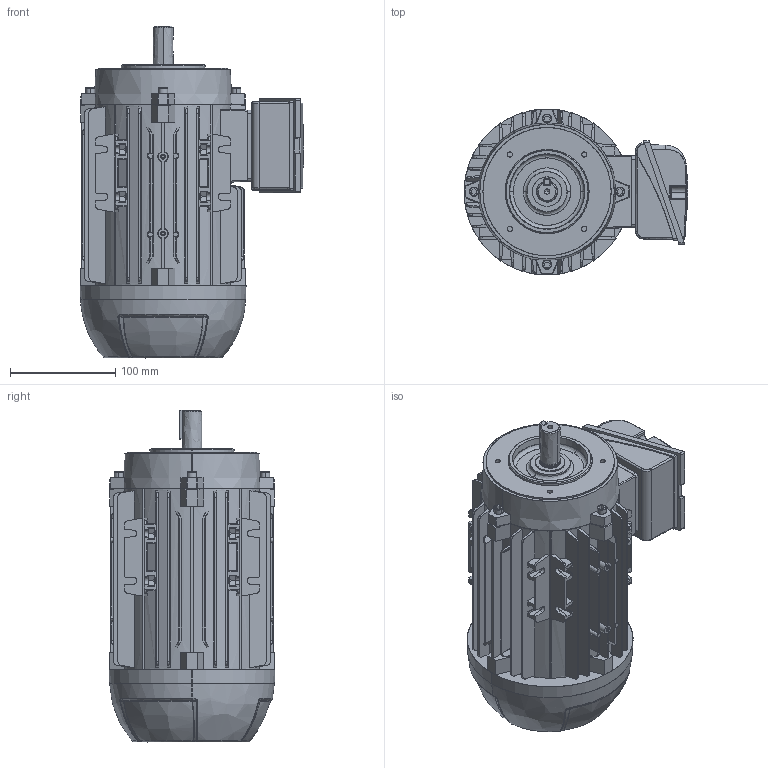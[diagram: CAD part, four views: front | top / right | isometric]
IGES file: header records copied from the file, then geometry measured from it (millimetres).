
Start section: SolidWorks IGES file using analytic representation for surfaces
Global section: file name: 80L_SP_DI_LEFT.igs; native system: SolidWorks 2018; preprocessor: SolidWorks 2018; author: dias; date: 211105.103745; units: millimetre
Bounding box: 213.11 x 158 x 316 mm (x, y, z)
Surface area: 402995.3 mm2 (no closed solid volume)
Topology: 0 solids, 0 shells, 1630 faces, 18699 edges, 18677 vertices
Faces by surface type: bspline 1043, revolution 587
